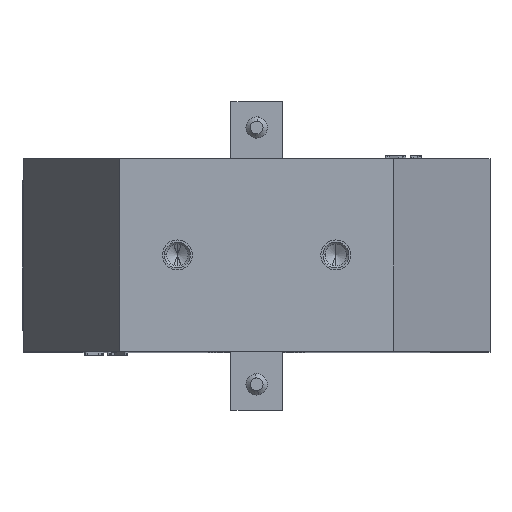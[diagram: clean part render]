
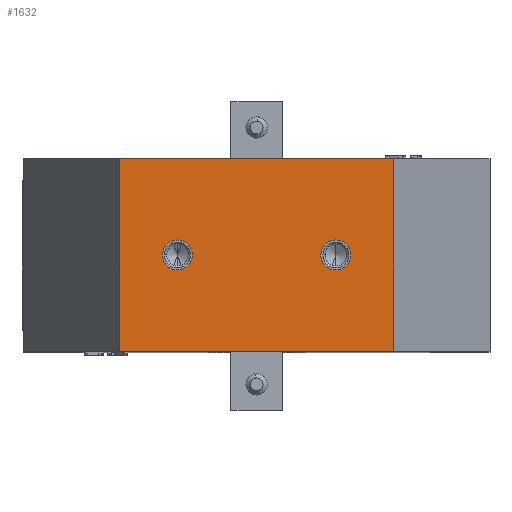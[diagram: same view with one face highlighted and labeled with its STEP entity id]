
A CAD part, top view. The second image highlights one B-rep face of the part: STEP entity #1632.
In plain terms, the highlighted face is planar.
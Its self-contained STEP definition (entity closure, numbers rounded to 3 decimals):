
#811 = DIRECTION ( 'NONE',  ( 1., 0., 0. ) ) ;
#913 = CARTESIAN_POINT ( 'NONE',  ( 32., -88., -22.5 ) ) ;
#941 = CARTESIAN_POINT ( 'NONE',  ( 18.5, -88., 3.5 ) ) ;
#1019 = CIRCLE ( 'NONE', #10039, 3.5 ) ;
#1080 = VERTEX_POINT ( 'NONE', #913 ) ;
#1091 = LINE ( 'NONE', #8101, #5452 ) ;
#1110 = CARTESIAN_POINT ( 'NONE',  ( 18.5, -88., 0. ) ) ;
#1632 = ADVANCED_FACE ( 'NONE', ( #18671, #7402, #3473 ), #14605, .F. ) ;
#2543 = AXIS2_PLACEMENT_3D ( 'NONE', #3172, #13476, #4671 ) ;
#2559 = CARTESIAN_POINT ( 'NONE',  ( -32., -88., -22.5 ) ) ;
#2568 = DIRECTION ( 'NONE',  ( 0., 0., -1. ) ) ;
#2611 = DIRECTION ( 'NONE',  ( 0., -1., 0. ) ) ;
#3172 = CARTESIAN_POINT ( 'NONE',  ( -18.5, -88., 0. ) ) ;
#3230 = EDGE_CURVE ( 'NONE', #9951, #16313, #18397, .T. ) ;
#3473 = FACE_OUTER_BOUND ( 'NONE', #10940, .T. ) ;
#3636 = EDGE_LOOP ( 'NONE', ( #4216, #6809 ) ) ;
#3644 = ORIENTED_EDGE ( 'NONE', *, *, #9425, .T. ) ;
#4216 = ORIENTED_EDGE ( 'NONE', *, *, #9196, .F. ) ;
#4235 = AXIS2_PLACEMENT_3D ( 'NONE', #5862, #7336, #17612 ) ;
#4272 = VECTOR ( 'NONE', #14344, 1000. ) ;
#4671 = DIRECTION ( 'NONE',  ( 0., 0., -1. ) ) ;
#4939 = EDGE_CURVE ( 'NONE', #7760, #7768, #1091, .T. ) ;
#5338 = CARTESIAN_POINT ( 'NONE',  ( 32., -88., 22.5 ) ) ;
#5452 = VECTOR ( 'NONE', #811, 1000. ) ;
#5556 = ORIENTED_EDGE ( 'NONE', *, *, #4939, .F. ) ;
#5696 = AXIS2_PLACEMENT_3D ( 'NONE', #1110, #11420, #2568 ) ;
#5741 = ORIENTED_EDGE ( 'NONE', *, *, #9082, .F. ) ;
#5862 = CARTESIAN_POINT ( 'NONE',  ( -32., -88., 22.5 ) ) ;
#6072 = EDGE_CURVE ( 'NONE', #9041, #1080, #8698, .T. ) ;
#6221 = CARTESIAN_POINT ( 'NONE',  ( -32., -88., -22.5 ) ) ;
#6591 = CARTESIAN_POINT ( 'NONE',  ( -18.5, -88., 0. ) ) ;
#6809 = ORIENTED_EDGE ( 'NONE', *, *, #15184, .F. ) ;
#7131 = DIRECTION ( 'NONE',  ( 0., 0., -1. ) ) ;
#7336 = DIRECTION ( 'NONE',  ( 0., 1., 0. ) ) ;
#7402 = FACE_BOUND ( 'NONE', #3636, .T. ) ;
#7760 = VERTEX_POINT ( 'NONE', #17091 ) ;
#7768 = VERTEX_POINT ( 'NONE', #5338 ) ;
#8081 = DIRECTION ( 'NONE',  ( 0., 0., -1. ) ) ;
#8101 = CARTESIAN_POINT ( 'NONE',  ( -32., -88., 22.5 ) ) ;
#8698 = LINE ( 'NONE', #2559, #4272 ) ;
#9041 = VERTEX_POINT ( 'NONE', #6221 ) ;
#9082 = EDGE_CURVE ( 'NONE', #7768, #1080, #17583, .T. ) ;
#9196 = EDGE_CURVE ( 'NONE', #18455, #9250, #1019, .T. ) ;
#9250 = VERTEX_POINT ( 'NONE', #17040 ) ;
#9312 = EDGE_CURVE ( 'NONE', #16313, #9951, #16415, .T. ) ;
#9425 = EDGE_CURVE ( 'NONE', #7760, #9041, #18028, .T. ) ;
#9720 = AXIS2_PLACEMENT_3D ( 'NONE', #11456, #2611, #12919 ) ;
#9951 = VERTEX_POINT ( 'NONE', #941 ) ;
#10039 = AXIS2_PLACEMENT_3D ( 'NONE', #6591, #16856, #8081 ) ;
#10352 = ORIENTED_EDGE ( 'NONE', *, *, #6072, .T. ) ;
#10390 = ORIENTED_EDGE ( 'NONE', *, *, #9312, .F. ) ;
#10940 = EDGE_LOOP ( 'NONE', ( #10352, #5741, #5556, #3644 ) ) ;
#11237 = ORIENTED_EDGE ( 'NONE', *, *, #3230, .F. ) ;
#11420 = DIRECTION ( 'NONE',  ( 0., -1., 0. ) ) ;
#11456 = CARTESIAN_POINT ( 'NONE',  ( 18.5, -88., 0. ) ) ;
#11698 = EDGE_LOOP ( 'NONE', ( #10390, #11237 ) ) ;
#11760 = CARTESIAN_POINT ( 'NONE',  ( -18.5, -88., -3.5 ) ) ;
#12142 = CARTESIAN_POINT ( 'NONE',  ( 32., -88., 22.5 ) ) ;
#12919 = DIRECTION ( 'NONE',  ( 0., 0., -1. ) ) ;
#13476 = DIRECTION ( 'NONE',  ( 0., -1., 0. ) ) ;
#13677 = VECTOR ( 'NONE', #15081, 1000. ) ;
#13720 = CIRCLE ( 'NONE', #2543, 3.5 ) ;
#14113 = VECTOR ( 'NONE', #7131, 1000. ) ;
#14344 = DIRECTION ( 'NONE',  ( 1., 0., 0. ) ) ;
#14605 = PLANE ( 'NONE',  #4235 ) ;
#15081 = DIRECTION ( 'NONE',  ( 0., 0., -1. ) ) ;
#15184 = EDGE_CURVE ( 'NONE', #9250, #18455, #13720, .T. ) ;
#16313 = VERTEX_POINT ( 'NONE', #18265 ) ;
#16415 = CIRCLE ( 'NONE', #5696, 3.5 ) ;
#16856 = DIRECTION ( 'NONE',  ( 0., -1., 0. ) ) ;
#17040 = CARTESIAN_POINT ( 'NONE',  ( -18.5, -88., 3.5 ) ) ;
#17091 = CARTESIAN_POINT ( 'NONE',  ( -32., -88., 22.5 ) ) ;
#17583 = LINE ( 'NONE', #12142, #13677 ) ;
#17612 = DIRECTION ( 'NONE',  ( -1., 0., 0. ) ) ;
#18028 = LINE ( 'NONE', #18841, #14113 ) ;
#18265 = CARTESIAN_POINT ( 'NONE',  ( 18.5, -88., -3.5 ) ) ;
#18397 = CIRCLE ( 'NONE', #9720, 3.5 ) ;
#18455 = VERTEX_POINT ( 'NONE', #11760 ) ;
#18671 = FACE_BOUND ( 'NONE', #11698, .T. ) ;
#18841 = CARTESIAN_POINT ( 'NONE',  ( -32., -88., 22.5 ) ) ;
